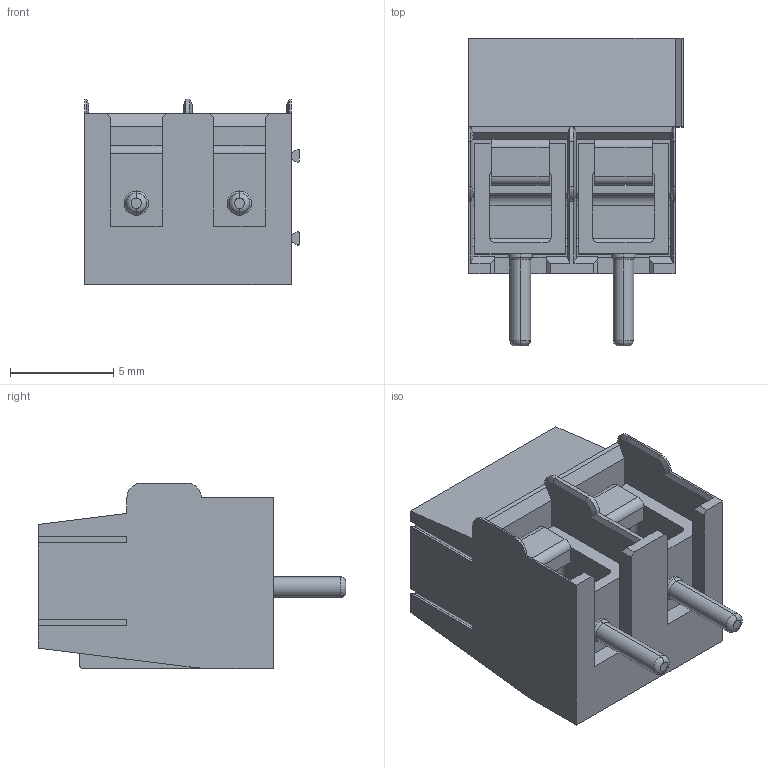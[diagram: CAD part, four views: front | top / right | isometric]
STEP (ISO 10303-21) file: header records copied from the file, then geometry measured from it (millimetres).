
FILE_DESCRIPTION(('FreeCAD Model'),'2;1');
FILE_NAME('Open CASCADE Shape Model','2024-07-25T14:04:09',('Author'),( ''),'Open CASCADE STEP processor 7.6','FreeCAD','Unknown');
FILE_SCHEMA(('AUTOMOTIVE_DESIGN { 1 0 10303 214 1 1 1 1 }'));
Length unit declared in the file: millimetre
Products named in the file (8): 1935161007; 1935161; 1935161001; 1935161002; 1935161003; 1935161004; 1935161005; 1935161006
Assembly tree (7 placements, depth 2):
  1935161007
    1935161
    1935161001
    1935161002
    1935161003
    1935161004
    1935161005
    1935161006
Bounding box: 10.4 x 14.9 x 9 mm (x, y, z)
Volume: 518.6 mm3; surface area: 1546.5 mm2
Topology: 7 solids, 7 shells, 286 faces, 708 edges, 436 vertices
Faces by surface type: plane 163, cylinder 91, cone 20, torus 8, revolution 4
Entity records: 8577 total; most frequent: CARTESIAN_POINT 1596, DIRECTION 1420, ORIENTED_EDGE 1412, EDGE_CURVE 706, LINE 488, VECTOR 488, AXIS2_PLACEMENT_3D 464, VERTEX_POINT 436
